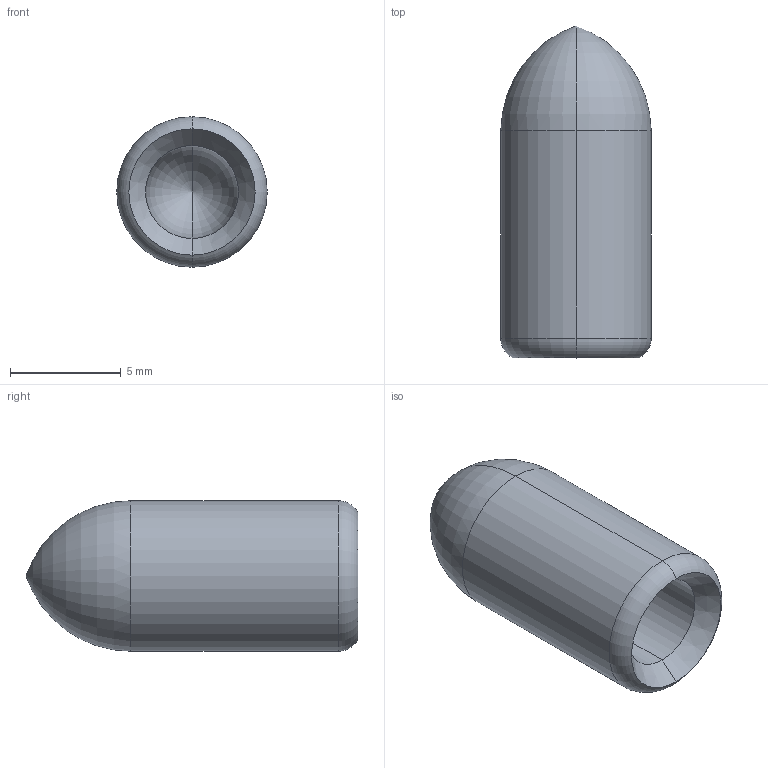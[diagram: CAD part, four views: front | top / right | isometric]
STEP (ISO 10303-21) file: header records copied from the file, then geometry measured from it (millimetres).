
FILE_DESCRIPTION (( 'STEP AP214' ), '1' );
FILE_NAME ('6003754.stp', '2016-08-23T12:09:52', ( '' ), ( '' ), 'SwSTEP 2.0', 'SolidWorks 2014', '' );
FILE_SCHEMA (( 'AUTOMOTIVE_DESIGN' ));
Length unit declared in the file: millimetre
Products named in the file (1): 6003754
Bounding box: 6.8 x 15 x 6.8 mm (x, y, z)
Volume: 300.5 mm3; surface area: 485.3 mm2
Topology: 1 solids, 1 shells, 12 faces, 26 edges, 12 vertices
Faces by surface type: torus 6, cylinder 4, cone 2
Entity records: 332 total; most frequent: DIRECTION 64, CARTESIAN_POINT 47, ORIENTED_EDGE 44, AXIS2_PLACEMENT_3D 29, EDGE_CURVE 22, CIRCLE 16, ADVANCED_FACE 12, FACE_OUTER_BOUND 12
